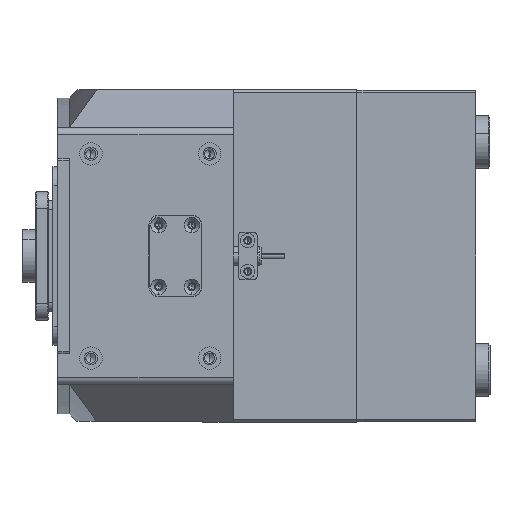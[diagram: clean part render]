
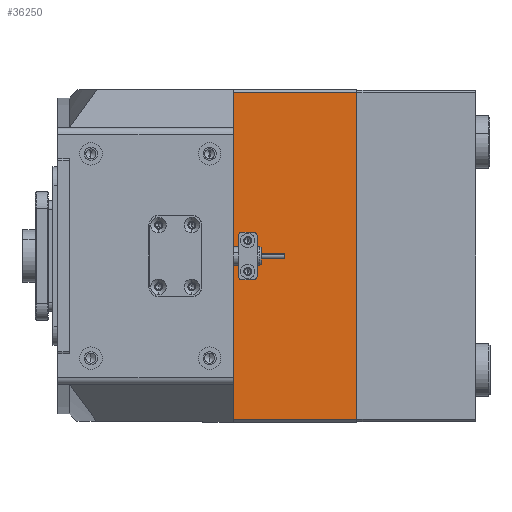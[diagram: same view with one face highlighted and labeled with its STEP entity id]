
A CAD part, left-side view. The second image highlights one B-rep face of the part: STEP entity #36250.
In plain terms, the highlighted planar face has unit normal (-1, 0, 0).
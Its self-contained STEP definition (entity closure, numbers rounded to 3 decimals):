
#77 = FACE_OUTER_BOUND ( 'NONE', #23336, .T. ) ;
#867 = EDGE_CURVE ( 'NONE', #42263, #32670, #15943, .T. ) ;
#1285 = CARTESIAN_POINT ( 'NONE',  ( -107., -25.5, -5.25 ) ) ;
#1687 = EDGE_CURVE ( 'NONE', #48297, #16870, #51037, .T. ) ;
#2513 = ORIENTED_EDGE ( 'NONE', *, *, #867, .F. ) ;
#4503 = EDGE_CURVE ( 'NONE', #48893, #33807, #32048, .T. ) ;
#5330 = ORIENTED_EDGE ( 'NONE', *, *, #4503, .F. ) ;
#5918 = CARTESIAN_POINT ( 'NONE',  ( -107., -25.5, 5.25 ) ) ;
#7119 = LINE ( 'NONE', #39936, #24540 ) ;
#7643 = PLANE ( 'NONE',  #20843 ) ;
#7667 = EDGE_LOOP ( 'NONE', ( #11295, #2513 ) ) ;
#8670 = ORIENTED_EDGE ( 'NONE', *, *, #11491, .F. ) ;
#8965 = CARTESIAN_POINT ( 'NONE',  ( -107., -71.5, 69. ) ) ;
#9774 = CIRCLE ( 'NONE', #37161, 1.25 ) ;
#11046 = AXIS2_PLACEMENT_3D ( 'NONE', #32811, #17067, #32290 ) ;
#11295 = ORIENTED_EDGE ( 'NONE', *, *, #20445, .F. ) ;
#11491 = EDGE_CURVE ( 'NONE', #33440, #16870, #7119, .T. ) ;
#11921 = DIRECTION ( 'NONE',  ( 0., 0., -1. ) ) ;
#12965 = DIRECTION ( 'NONE',  ( 0., 1., 0. ) ) ;
#13131 = DIRECTION ( 'NONE',  ( -1., 0., 0. ) ) ;
#14160 = DIRECTION ( 'NONE',  ( -1., 0., 0. ) ) ;
#14268 = VERTEX_POINT ( 'NONE', #15919 ) ;
#14513 = ORIENTED_EDGE ( 'NONE', *, *, #1687, .T. ) ;
#14899 = LINE ( 'NONE', #16014, #50657 ) ;
#15136 = DIRECTION ( 'NONE',  ( 1., 0., 0. ) ) ;
#15919 = CARTESIAN_POINT ( 'NONE',  ( -107., -19.5, 69. ) ) ;
#15943 = CIRCLE ( 'NONE', #21065, 1.25 ) ;
#16014 = CARTESIAN_POINT ( 'NONE',  ( -107., -19.5, 70. ) ) ;
#16178 = AXIS2_PLACEMENT_3D ( 'NONE', #37099, #13131, #16946 ) ;
#16870 = VERTEX_POINT ( 'NONE', #49725 ) ;
#16946 = DIRECTION ( 'NONE',  ( 0., 0., 1. ) ) ;
#17067 = DIRECTION ( 'NONE',  ( -1., 0., 0. ) ) ;
#17147 = DIRECTION ( 'NONE',  ( 0., 0., 1. ) ) ;
#18756 = FACE_BOUND ( 'NONE', #46979, .T. ) ;
#20075 = LINE ( 'NONE', #8965, #25675 ) ;
#20445 = EDGE_CURVE ( 'NONE', #32670, #42263, #9774, .T. ) ;
#20843 = AXIS2_PLACEMENT_3D ( 'NONE', #23644, #15136, #31206 ) ;
#21065 = AXIS2_PLACEMENT_3D ( 'NONE', #38330, #14160, #26692 ) ;
#21371 = ORIENTED_EDGE ( 'NONE', *, *, #31353, .F. ) ;
#23156 = CARTESIAN_POINT ( 'NONE',  ( -107., -25.5, -7.75 ) ) ;
#23336 = EDGE_LOOP ( 'NONE', ( #47916, #14513, #8670, #37908 ) ) ;
#23572 = CARTESIAN_POINT ( 'NONE',  ( -107., -71.5, -69. ) ) ;
#23644 = CARTESIAN_POINT ( 'NONE',  ( -107., -71.5, 70. ) ) ;
#24540 = VECTOR ( 'NONE', #11921, 1000. ) ;
#25675 = VECTOR ( 'NONE', #12965, 1000. ) ;
#26692 = DIRECTION ( 'NONE',  ( 0., 0., 1. ) ) ;
#31206 = DIRECTION ( 'NONE',  ( 0., 1., 0. ) ) ;
#31353 = EDGE_CURVE ( 'NONE', #33807, #48893, #50484, .T. ) ;
#31579 = CARTESIAN_POINT ( 'NONE',  ( -107., -25.5, 7.75 ) ) ;
#32048 = CIRCLE ( 'NONE', #16178, 1.25 ) ;
#32290 = DIRECTION ( 'NONE',  ( 0., 0., 1. ) ) ;
#32670 = VERTEX_POINT ( 'NONE', #1285 ) ;
#32811 = CARTESIAN_POINT ( 'NONE',  ( -107., -25.5, 6.5 ) ) ;
#33440 = VERTEX_POINT ( 'NONE', #44649 ) ;
#33807 = VERTEX_POINT ( 'NONE', #5918 ) ;
#36250 = ADVANCED_FACE ( 'NONE', ( #47027, #18756, #77 ), #7643, .F. ) ;
#36496 = DIRECTION ( 'NONE',  ( 0., 0., -1. ) ) ;
#36539 = VECTOR ( 'NONE', #51681, 1000. ) ;
#37099 = CARTESIAN_POINT ( 'NONE',  ( -107., -25.5, 6.5 ) ) ;
#37161 = AXIS2_PLACEMENT_3D ( 'NONE', #41181, #37661, #17147 ) ;
#37661 = DIRECTION ( 'NONE',  ( -1., 0., 0. ) ) ;
#37908 = ORIENTED_EDGE ( 'NONE', *, *, #43156, .T. ) ;
#38330 = CARTESIAN_POINT ( 'NONE',  ( -107., -25.5, -6.5 ) ) ;
#38459 = EDGE_CURVE ( 'NONE', #14268, #48297, #14899, .T. ) ;
#39936 = CARTESIAN_POINT ( 'NONE',  ( -107., -71.5, 70. ) ) ;
#41181 = CARTESIAN_POINT ( 'NONE',  ( -107., -25.5, -6.5 ) ) ;
#42263 = VERTEX_POINT ( 'NONE', #23156 ) ;
#43156 = EDGE_CURVE ( 'NONE', #33440, #14268, #20075, .T. ) ;
#44649 = CARTESIAN_POINT ( 'NONE',  ( -107., -71.5, 69. ) ) ;
#46979 = EDGE_LOOP ( 'NONE', ( #5330, #21371 ) ) ;
#47027 = FACE_BOUND ( 'NONE', #7667, .T. ) ;
#47373 = CARTESIAN_POINT ( 'NONE',  ( -107., -19.5, -69. ) ) ;
#47916 = ORIENTED_EDGE ( 'NONE', *, *, #38459, .T. ) ;
#48297 = VERTEX_POINT ( 'NONE', #47373 ) ;
#48893 = VERTEX_POINT ( 'NONE', #31579 ) ;
#49725 = CARTESIAN_POINT ( 'NONE',  ( -107., -71.5, -69. ) ) ;
#50484 = CIRCLE ( 'NONE', #11046, 1.25 ) ;
#50657 = VECTOR ( 'NONE', #36496, 1000. ) ;
#51037 = LINE ( 'NONE', #23572, #36539 ) ;
#51681 = DIRECTION ( 'NONE',  ( 0., -1., 0. ) ) ;
